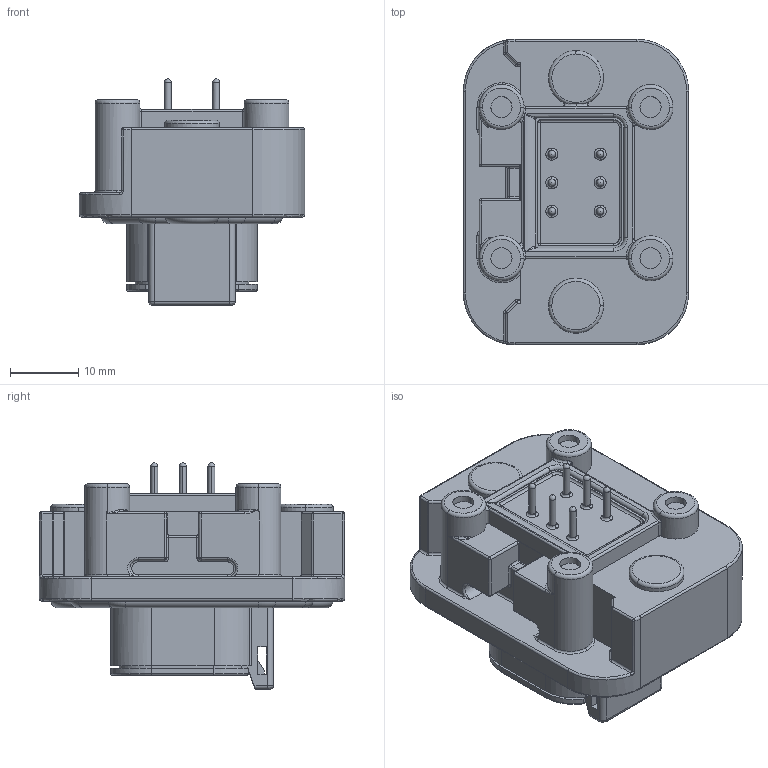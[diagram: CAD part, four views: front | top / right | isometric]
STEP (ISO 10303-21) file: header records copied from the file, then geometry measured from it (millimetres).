
FILE_DESCRIPTION (( 'STEP AP214' ), '1' );
FILE_NAME ('C-ATM15-6P-BM02_3D.stp', '2018-09-05T15:19:31', ( '' ), ( '' ), 'SwSTEP 2.0', 'SolidWorks 2018', '' );
FILE_SCHEMA (( 'AUTOMOTIVE_DESIGN' ));
Length unit declared in the file: millimetre
Products named in the file (1): C-ATM15-6P-BM02_3D
Bounding box: 33.1 x 44.86 x 33.25 mm (x, y, z)
Volume: 18510.2 mm3; surface area: 9886.5 mm2
Topology: 1 solids, 1 shells, 844 faces, 2203 edges, 1383 vertices
Faces by surface type: cylinder 249, plane 243, bspline 159, torus 108, cone 54, sphere 31
Entity records: 33861 total; most frequent: CARTESIAN_POINT 15085, ORIENTED_EDGE 4318, DIRECTION 3285, EDGE_CURVE 2159, VERTEX_POINT 1358, AXIS2_PLACEMENT_3D 1197, EDGE_LOOP 897, LINE 891
